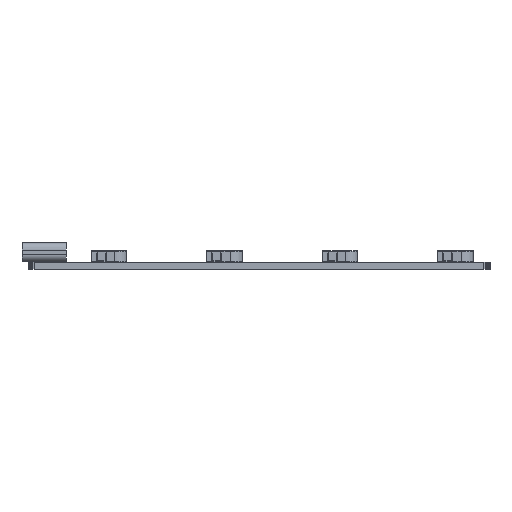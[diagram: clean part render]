
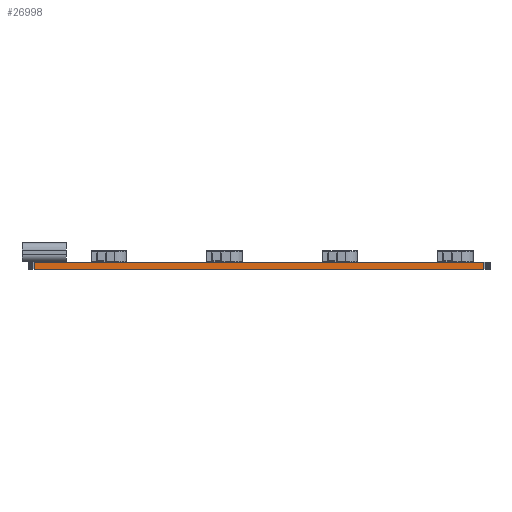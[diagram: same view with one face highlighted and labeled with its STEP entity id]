
A CAD part, left-side view. The second image highlights one B-rep face of the part: STEP entity #26998.
In plain terms, the highlighted planar face has unit normal (-1, 0, 0).
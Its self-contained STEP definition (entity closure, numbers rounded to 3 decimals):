
#6782 = PLANE('',#6783);
#6783 = AXIS2_PLACEMENT_3D('',#6784,#6785,#6786);
#6784 = CARTESIAN_POINT('',(0.001,-0.003,1.2));
#6785 = DIRECTION('',(-0.,-0.,-1.));
#6786 = DIRECTION('',(-1.,0.,0.));
#6836 = PLANE('',#6837);
#6837 = AXIS2_PLACEMENT_3D('',#6838,#6839,#6840);
#6838 = CARTESIAN_POINT('',(0.001,-0.003,0.));
#6839 = DIRECTION('',(-0.,-0.,-1.));
#6840 = DIRECTION('',(-1.,0.,0.));
#7645 = VERTEX_POINT('',#7646);
#7646 = CARTESIAN_POINT('',(-114.3,-37.105,0.));
#7660 = PLANE('',#7661);
#7661 = AXIS2_PLACEMENT_3D('',#7662,#7663,#7664);
#7662 = CARTESIAN_POINT('',(-114.281,-37.3,0.));
#7663 = DIRECTION('',(-0.995,-0.098,0.));
#7664 = DIRECTION('',(-0.098,0.995,0.));
#7672 = EDGE_CURVE('',#7645,#7673,#7675,.T.);
#7673 = VERTEX_POINT('',#7674);
#7674 = CARTESIAN_POINT('',(-114.3,37.095,0.));
#7675 = SURFACE_CURVE('',#7676,(#7680,#7687),.PCURVE_S1.);
#7676 = LINE('',#7677,#7678);
#7677 = CARTESIAN_POINT('',(-114.3,-37.105,0.));
#7678 = VECTOR('',#7679,1.);
#7679 = DIRECTION('',(0.,1.,0.));
#7680 = PCURVE('',#6836,#7681);
#7681 = DEFINITIONAL_REPRESENTATION('',(#7682),#7686);
#7682 = LINE('',#7683,#7684);
#7683 = CARTESIAN_POINT('',(114.301,-37.102));
#7684 = VECTOR('',#7685,1.);
#7685 = DIRECTION('',(0.,1.));
#7686 = ( GEOMETRIC_REPRESENTATION_CONTEXT(2) 
PARAMETRIC_REPRESENTATION_CONTEXT() REPRESENTATION_CONTEXT('2D SPACE',''
  ) );
#7687 = PCURVE('',#7688,#7693);
#7688 = PLANE('',#7689);
#7689 = AXIS2_PLACEMENT_3D('',#7690,#7691,#7692);
#7690 = CARTESIAN_POINT('',(-114.3,-37.105,0.));
#7691 = DIRECTION('',(-1.,0.,0.));
#7692 = DIRECTION('',(0.,1.,0.));
#7693 = DEFINITIONAL_REPRESENTATION('',(#7694),#7698);
#7694 = LINE('',#7695,#7696);
#7695 = CARTESIAN_POINT('',(0.,0.));
#7696 = VECTOR('',#7697,1.);
#7697 = DIRECTION('',(1.,0.));
#7698 = ( GEOMETRIC_REPRESENTATION_CONTEXT(2) 
PARAMETRIC_REPRESENTATION_CONTEXT() REPRESENTATION_CONTEXT('2D SPACE',''
  ) );
#7716 = PLANE('',#7717);
#7717 = AXIS2_PLACEMENT_3D('',#7718,#7719,#7720);
#7718 = CARTESIAN_POINT('',(-114.3,37.095,0.));
#7719 = DIRECTION('',(-0.995,0.098,0.));
#7720 = DIRECTION('',(0.098,0.995,0.));
#18184 = VERTEX_POINT('',#18185);
#18185 = CARTESIAN_POINT('',(-114.3,-37.105,1.2));
#18206 = EDGE_CURVE('',#18184,#18207,#18209,.T.);
#18207 = VERTEX_POINT('',#18208);
#18208 = CARTESIAN_POINT('',(-114.3,37.095,1.2));
#18209 = SURFACE_CURVE('',#18210,(#18214,#18221),.PCURVE_S1.);
#18210 = LINE('',#18211,#18212);
#18211 = CARTESIAN_POINT('',(-114.3,-37.105,1.2));
#18212 = VECTOR('',#18213,1.);
#18213 = DIRECTION('',(0.,1.,0.));
#18214 = PCURVE('',#6782,#18215);
#18215 = DEFINITIONAL_REPRESENTATION('',(#18216),#18220);
#18216 = LINE('',#18217,#18218);
#18217 = CARTESIAN_POINT('',(114.301,-37.102));
#18218 = VECTOR('',#18219,1.);
#18219 = DIRECTION('',(0.,1.));
#18220 = ( GEOMETRIC_REPRESENTATION_CONTEXT(2) 
PARAMETRIC_REPRESENTATION_CONTEXT() REPRESENTATION_CONTEXT('2D SPACE',''
  ) );
#18221 = PCURVE('',#7688,#18222);
#18222 = DEFINITIONAL_REPRESENTATION('',(#18223),#18227);
#18223 = LINE('',#18224,#18225);
#18224 = CARTESIAN_POINT('',(0.,-1.2));
#18225 = VECTOR('',#18226,1.);
#18226 = DIRECTION('',(1.,0.));
#18227 = ( GEOMETRIC_REPRESENTATION_CONTEXT(2) 
PARAMETRIC_REPRESENTATION_CONTEXT() REPRESENTATION_CONTEXT('2D SPACE',''
  ) );
#26948 = EDGE_CURVE('',#7673,#18207,#26949,.T.);
#26949 = SURFACE_CURVE('',#26950,(#26954,#26961),.PCURVE_S1.);
#26950 = LINE('',#26951,#26952);
#26951 = CARTESIAN_POINT('',(-114.3,37.095,0.));
#26952 = VECTOR('',#26953,1.);
#26953 = DIRECTION('',(0.,0.,1.));
#26954 = PCURVE('',#7716,#26955);
#26955 = DEFINITIONAL_REPRESENTATION('',(#26956),#26960);
#26956 = LINE('',#26957,#26958);
#26957 = CARTESIAN_POINT('',(0.,0.));
#26958 = VECTOR('',#26959,1.);
#26959 = DIRECTION('',(0.,-1.));
#26960 = ( GEOMETRIC_REPRESENTATION_CONTEXT(2) 
PARAMETRIC_REPRESENTATION_CONTEXT() REPRESENTATION_CONTEXT('2D SPACE',''
  ) );
#26961 = PCURVE('',#7688,#26962);
#26962 = DEFINITIONAL_REPRESENTATION('',(#26963),#26967);
#26963 = LINE('',#26964,#26965);
#26964 = CARTESIAN_POINT('',(74.2,0.));
#26965 = VECTOR('',#26966,1.);
#26966 = DIRECTION('',(0.,-1.));
#26967 = ( GEOMETRIC_REPRESENTATION_CONTEXT(2) 
PARAMETRIC_REPRESENTATION_CONTEXT() REPRESENTATION_CONTEXT('2D SPACE',''
  ) );
#26998 = ADVANCED_FACE('',(#26999),#7688,.T.);
#26999 = FACE_BOUND('',#27000,.T.);
#27000 = EDGE_LOOP('',(#27001,#27022,#27023,#27024));
#27001 = ORIENTED_EDGE('',*,*,#27002,.T.);
#27002 = EDGE_CURVE('',#7645,#18184,#27003,.T.);
#27003 = SURFACE_CURVE('',#27004,(#27008,#27015),.PCURVE_S1.);
#27004 = LINE('',#27005,#27006);
#27005 = CARTESIAN_POINT('',(-114.3,-37.105,0.));
#27006 = VECTOR('',#27007,1.);
#27007 = DIRECTION('',(0.,0.,1.));
#27008 = PCURVE('',#7688,#27009);
#27009 = DEFINITIONAL_REPRESENTATION('',(#27010),#27014);
#27010 = LINE('',#27011,#27012);
#27011 = CARTESIAN_POINT('',(0.,0.));
#27012 = VECTOR('',#27013,1.);
#27013 = DIRECTION('',(0.,-1.));
#27014 = ( GEOMETRIC_REPRESENTATION_CONTEXT(2) 
PARAMETRIC_REPRESENTATION_CONTEXT() REPRESENTATION_CONTEXT('2D SPACE',''
  ) );
#27015 = PCURVE('',#7660,#27016);
#27016 = DEFINITIONAL_REPRESENTATION('',(#27017),#27021);
#27017 = LINE('',#27018,#27019);
#27018 = CARTESIAN_POINT('',(0.196,0.));
#27019 = VECTOR('',#27020,1.);
#27020 = DIRECTION('',(0.,-1.));
#27021 = ( GEOMETRIC_REPRESENTATION_CONTEXT(2) 
PARAMETRIC_REPRESENTATION_CONTEXT() REPRESENTATION_CONTEXT('2D SPACE',''
  ) );
#27022 = ORIENTED_EDGE('',*,*,#18206,.T.);
#27023 = ORIENTED_EDGE('',*,*,#26948,.F.);
#27024 = ORIENTED_EDGE('',*,*,#7672,.F.);
